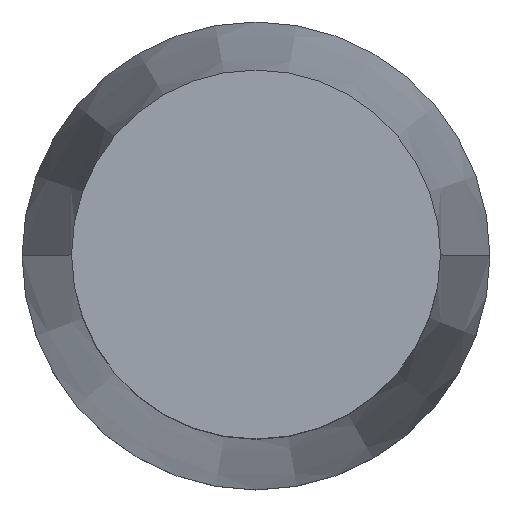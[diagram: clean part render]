
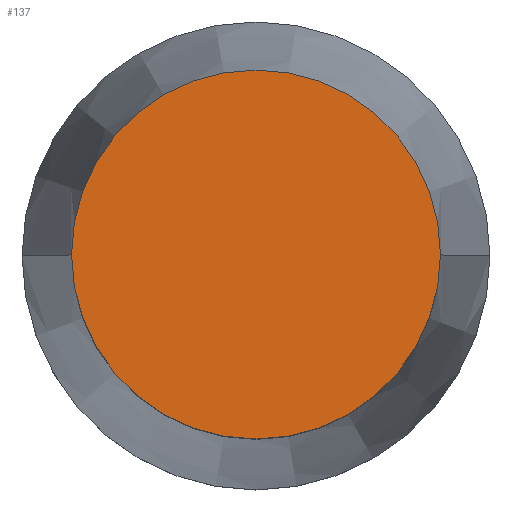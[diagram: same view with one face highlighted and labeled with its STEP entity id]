
A CAD part, top view. The second image highlights one B-rep face of the part: STEP entity #137.
In plain terms, the highlighted planar face has unit normal (0, 0, 1).
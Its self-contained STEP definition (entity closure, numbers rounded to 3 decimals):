
#42 = AXIS2_PLACEMENT_3D ( 'NONE', #318, #256, #636 ) ;
#100 = CIRCLE ( 'NONE', #42, 10.25 ) ;
#107 = EDGE_CURVE ( 'NONE', #172, #406, #100, .T. ) ;
#137 = ADVANCED_FACE ( 'NONE', ( #493 ), #646, .F. ) ;
#172 = VERTEX_POINT ( 'NONE', #264 ) ;
#250 = DIRECTION ( 'NONE',  ( 1., 0., 0. ) ) ;
#256 = DIRECTION ( 'NONE',  ( 0., 0., 1. ) ) ;
#264 = CARTESIAN_POINT ( 'NONE',  ( -10.25, 0., 0. ) ) ;
#265 = CIRCLE ( 'NONE', #463, 10.25 ) ;
#300 = EDGE_LOOP ( 'NONE', ( #433, #391 ) ) ;
#318 = CARTESIAN_POINT ( 'NONE',  ( 0., 0., 0. ) ) ;
#346 = EDGE_CURVE ( 'NONE', #406, #172, #265, .T. ) ;
#350 = CARTESIAN_POINT ( 'NONE',  ( 0., 0., 0. ) ) ;
#368 = CARTESIAN_POINT ( 'NONE',  ( 0., 0., 0. ) ) ;
#374 = DIRECTION ( 'NONE',  ( -1., 0., 0. ) ) ;
#391 = ORIENTED_EDGE ( 'NONE', *, *, #107, .T. ) ;
#406 = VERTEX_POINT ( 'NONE', #465 ) ;
#433 = ORIENTED_EDGE ( 'NONE', *, *, #346, .T. ) ;
#463 = AXIS2_PLACEMENT_3D ( 'NONE', #350, #515, #250 ) ;
#465 = CARTESIAN_POINT ( 'NONE',  ( 10.25, 0., 0. ) ) ;
#493 = FACE_OUTER_BOUND ( 'NONE', #300, .T. ) ;
#515 = DIRECTION ( 'NONE',  ( 0., 0., 1. ) ) ;
#527 = DIRECTION ( 'NONE',  ( 0., 0., -1. ) ) ;
#585 = AXIS2_PLACEMENT_3D ( 'NONE', #368, #527, #374 ) ;
#636 = DIRECTION ( 'NONE',  ( 1., 0., 0. ) ) ;
#646 = PLANE ( 'NONE',  #585 ) ;
